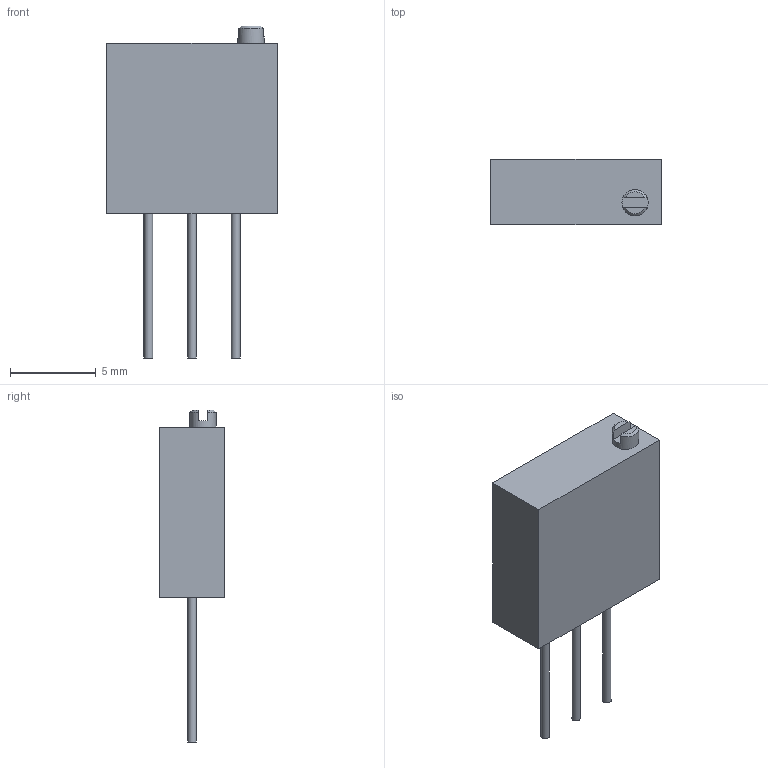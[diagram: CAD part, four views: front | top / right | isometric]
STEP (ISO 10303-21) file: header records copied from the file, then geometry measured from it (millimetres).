
FILE_DESCRIPTION(/* description */ (''),/* implementation_level */ '2;1');
FILE_NAME(/* name */ 'TRIM_BOURNS_3290W.stp',/* time_stamp */ '2016-11-24T10:32:49+01:00',/* author */ ('riccim'),/* organization */ ('SolidWorks'),/* preprocessor_version */ 'ST-DEVELOPER v15.5',/* originating_system */ 'AutoCAD Mechanical',/* authorisation */ ' ');
FILE_SCHEMA (('AUTOMOTIVE_DESIGN { 1 0 10303 214 3 1 1 }'));
Length unit declared in the file: millimetre
Products named in the file (1): Product
Bounding box: 9.91 x 3.81 x 19.31 mm (x, y, z)
Volume: 380.6 mm3; surface area: 398 mm2
Topology: 5 solids, 5 shells, 24 faces, 42 edges, 28 vertices
Faces by surface type: plane 18, cylinder 4, cone 2
Full cylindrical faces by diameter (mm): 0.508 x3, 1.524 x1
Entity records: 597 total; most frequent: CARTESIAN_POINT 109, DIRECTION 96, ORIENTED_EDGE 74, AXIS2_PLACEMENT_3D 38, EDGE_CURVE 37, EDGE_LOOP 28, VERTEX_POINT 27, FACE_OUTER_BOUND 24
